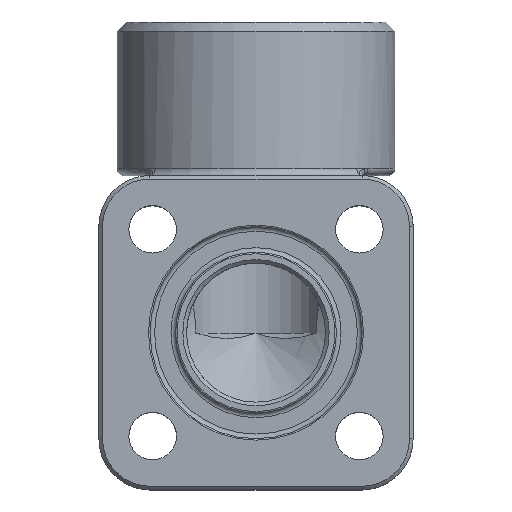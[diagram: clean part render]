
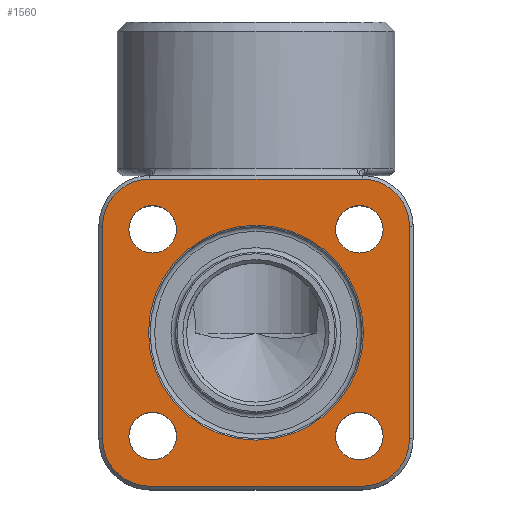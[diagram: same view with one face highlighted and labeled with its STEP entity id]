
A CAD part, top view. The second image highlights one B-rep face of the part: STEP entity #1560.
In plain terms, the highlighted planar face has unit normal (0, 0, 1).
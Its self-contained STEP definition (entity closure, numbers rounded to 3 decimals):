
#42=PLANE('',#1768);
#89=LINE('',#3672,#146);
#93=LINE('',#3689,#150);
#97=LINE('',#3696,#154);
#101=LINE('',#3711,#158);
#146=VECTOR('',#2024,1000.);
#150=VECTOR('',#2042,1000.);
#154=VECTOR('',#2048,1000.);
#158=VECTOR('',#2066,1000.);
#294=CIRCLE('',#1687,14.7);
#299=CIRCLE('',#1699,6.5);
#302=CIRCLE('',#1703,6.5);
#303=CIRCLE('',#1707,6.5);
#306=CIRCLE('',#1711,6.5);
#324=CIRCLE('',#1745,3.25);
#325=CIRCLE('',#1747,3.25);
#326=CIRCLE('',#1749,3.25);
#327=CIRCLE('',#1751,3.25);
#655=ORIENTED_EDGE('',*,*,#954,.F.);
#656=ORIENTED_EDGE('',*,*,#953,.F.);
#657=ORIENTED_EDGE('',*,*,#952,.F.);
#658=ORIENTED_EDGE('',*,*,#951,.F.);
#659=ORIENTED_EDGE('',*,*,#913,.T.);
#660=ORIENTED_EDGE('',*,*,#907,.T.);
#661=ORIENTED_EDGE('',*,*,#909,.T.);
#662=ORIENTED_EDGE('',*,*,#915,.T.);
#663=ORIENTED_EDGE('',*,*,#921,.T.);
#664=ORIENTED_EDGE('',*,*,#927,.T.);
#665=ORIENTED_EDGE('',*,*,#925,.T.);
#666=ORIENTED_EDGE('',*,*,#919,.T.);
#667=ORIENTED_EDGE('',*,*,#899,.T.);
#899=EDGE_CURVE('',#1069,#1069,#294,.T.);
#907=EDGE_CURVE('',#1074,#1077,#89,.T.);
#909=EDGE_CURVE('',#1077,#1079,#299,.T.);
#913=EDGE_CURVE('',#1080,#1074,#302,.T.);
#915=EDGE_CURVE('',#1079,#1083,#93,.T.);
#919=EDGE_CURVE('',#1084,#1080,#97,.T.);
#921=EDGE_CURVE('',#1083,#1087,#303,.T.);
#925=EDGE_CURVE('',#1088,#1084,#306,.T.);
#927=EDGE_CURVE('',#1087,#1088,#101,.T.);
#951=EDGE_CURVE('',#1109,#1109,#324,.T.);
#952=EDGE_CURVE('',#1110,#1110,#325,.T.);
#953=EDGE_CURVE('',#1111,#1111,#326,.T.);
#954=EDGE_CURVE('',#1112,#1112,#327,.T.);
#1069=VERTEX_POINT('',#3650);
#1074=VERTEX_POINT('',#3666);
#1077=VERTEX_POINT('',#3671);
#1079=VERTEX_POINT('',#3676);
#1080=VERTEX_POINT('',#3681);
#1083=VERTEX_POINT('',#3688);
#1084=VERTEX_POINT('',#3693);
#1087=VERTEX_POINT('',#3700);
#1088=VERTEX_POINT('',#3705);
#1109=VERTEX_POINT('',#3830);
#1110=VERTEX_POINT('',#3833);
#1111=VERTEX_POINT('',#3836);
#1112=VERTEX_POINT('',#3839);
#1288=EDGE_LOOP('',(#655));
#1289=EDGE_LOOP('',(#656));
#1290=EDGE_LOOP('',(#657));
#1291=EDGE_LOOP('',(#658));
#1292=EDGE_LOOP('',(#659,#660,#661,#662,#663,#664,#665,#666));
#1293=EDGE_LOOP('',(#667));
#1429=FACE_BOUND('',#1288,.T.);
#1430=FACE_BOUND('',#1289,.T.);
#1431=FACE_BOUND('',#1290,.T.);
#1432=FACE_BOUND('',#1291,.T.);
#1433=FACE_BOUND('',#1292,.T.);
#1434=FACE_BOUND('',#1293,.T.);
#1560=ADVANCED_FACE('',(#1429,#1430,#1431,#1432,#1433,#1434),#42,.T.);
#1687=AXIS2_PLACEMENT_3D('',#3649,#1999,#2000);
#1699=AXIS2_PLACEMENT_3D('',#3677,#2028,#2029);
#1703=AXIS2_PLACEMENT_3D('',#3684,#2037,#2038);
#1707=AXIS2_PLACEMENT_3D('',#3701,#2052,#2053);
#1711=AXIS2_PLACEMENT_3D('',#3708,#2061,#2062);
#1745=AXIS2_PLACEMENT_3D('',#3829,#2131,#2132);
#1747=AXIS2_PLACEMENT_3D('',#3832,#2135,#2136);
#1749=AXIS2_PLACEMENT_3D('',#3835,#2139,#2140);
#1751=AXIS2_PLACEMENT_3D('',#3838,#2143,#2144);
#1768=AXIS2_PLACEMENT_3D('',#3870,#2186,#2187);
#1999=DIRECTION('',(0.,0.,-1.));
#2000=DIRECTION('',(1.,0.,0.));
#2024=DIRECTION('',(0.,-1.,0.));
#2028=DIRECTION('',(0.,0.,1.));
#2029=DIRECTION('',(1.,0.,0.));
#2037=DIRECTION('',(0.,0.,1.));
#2038=DIRECTION('',(1.,0.,0.));
#2042=DIRECTION('',(1.,0.,0.));
#2048=DIRECTION('',(-1.,0.,0.));
#2052=DIRECTION('',(0.,0.,1.));
#2053=DIRECTION('',(1.,0.,0.));
#2061=DIRECTION('',(0.,0.,1.));
#2062=DIRECTION('',(1.,0.,0.));
#2066=DIRECTION('',(0.,1.,0.));
#2131=DIRECTION('',(0.,0.,1.));
#2132=DIRECTION('',(1.,0.,0.));
#2135=DIRECTION('',(0.,0.,1.));
#2136=DIRECTION('',(1.,0.,0.));
#2139=DIRECTION('',(0.,0.,1.));
#2140=DIRECTION('',(1.,0.,0.));
#2143=DIRECTION('',(0.,0.,1.));
#2144=DIRECTION('',(1.,0.,0.));
#2186=DIRECTION('',(0.,0.,1.));
#2187=DIRECTION('',(1.,0.,0.));
#3649=CARTESIAN_POINT('',(0.,0.,13.));
#3650=CARTESIAN_POINT('',(14.7,0.,13.));
#3666=CARTESIAN_POINT('',(-21.,14.5,13.));
#3671=CARTESIAN_POINT('',(-21.,-14.5,13.));
#3672=CARTESIAN_POINT('',(-21.,-14.5,13.));
#3676=CARTESIAN_POINT('',(-14.5,-21.,13.));
#3677=CARTESIAN_POINT('',(-14.5,-14.5,13.));
#3681=CARTESIAN_POINT('',(-14.5,21.,13.));
#3684=CARTESIAN_POINT('',(-14.5,14.5,13.));
#3688=CARTESIAN_POINT('',(14.5,-21.,13.));
#3689=CARTESIAN_POINT('',(14.5,-21.,13.));
#3693=CARTESIAN_POINT('',(14.5,21.,13.));
#3696=CARTESIAN_POINT('',(-14.5,21.,13.));
#3700=CARTESIAN_POINT('',(21.,-14.5,13.));
#3701=CARTESIAN_POINT('',(14.5,-14.5,13.));
#3705=CARTESIAN_POINT('',(21.,14.5,13.));
#3708=CARTESIAN_POINT('',(14.5,14.5,13.));
#3711=CARTESIAN_POINT('',(21.,14.5,13.));
#3829=CARTESIAN_POINT('',(-14.142,14.142,13.));
#3830=CARTESIAN_POINT('',(-10.892,14.142,13.));
#3832=CARTESIAN_POINT('',(14.142,14.142,13.));
#3833=CARTESIAN_POINT('',(17.392,14.142,13.));
#3835=CARTESIAN_POINT('',(14.142,-14.142,13.));
#3836=CARTESIAN_POINT('',(17.392,-14.142,13.));
#3838=CARTESIAN_POINT('',(-14.142,-14.142,13.));
#3839=CARTESIAN_POINT('',(-10.892,-14.142,13.));
#3870=CARTESIAN_POINT('',(-14.5,-14.5,13.));
